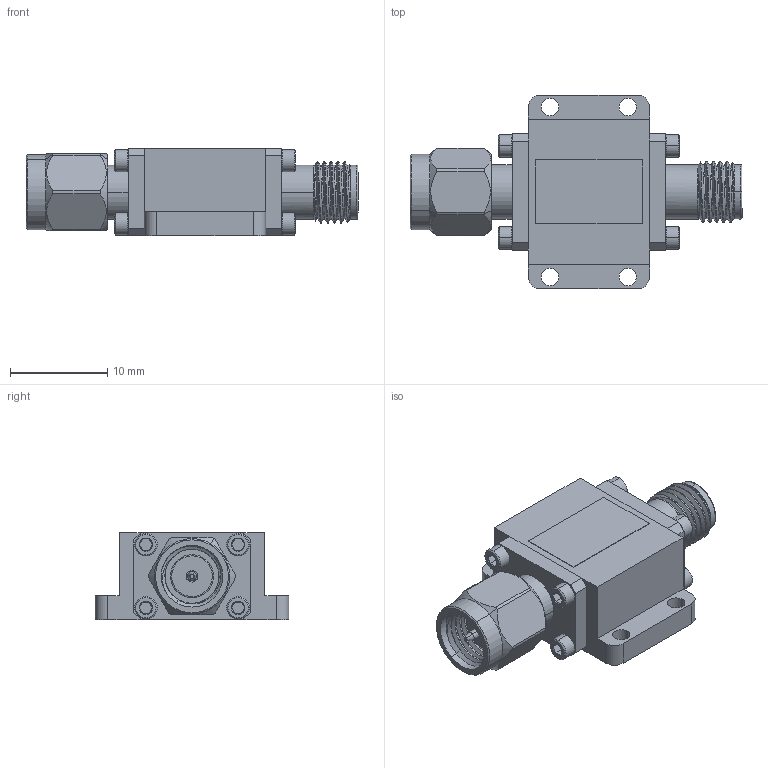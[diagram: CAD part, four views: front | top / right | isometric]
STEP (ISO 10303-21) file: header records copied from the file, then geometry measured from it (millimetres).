
FILE_DESCRIPTION (( 'STEP AP214' ), '1' );
FILE_NAME ('PE83IR1030 ¦ FMIR1030.step', '2020-04-21T15:25:19', ( '' ), ( '' ), 'SwSTEP 2.0', 'SolidWorks 2018', '' );
FILE_SCHEMA (( 'AUTOMOTIVE_DESIGN' ));
Length unit declared in the file: inch
Products named in the file (1): PE83IR1030 ｦ FMIR1030
Bounding box: 34.22 x 19.99 x 9.05 mm (x, y, z)
Volume: 2765.5 mm3; surface area: 2004.7 mm2
Topology: 1 solids, 1 shells, 327 faces, 734 edges, 435 vertices
Faces by surface type: plane 128, cone 110, cylinder 79, bspline 8, torus 2
Entity records: 12247 total; most frequent: CARTESIAN_POINT 5143, ORIENTED_EDGE 1468, DIRECTION 1455, EDGE_CURVE 734, AXIS2_PLACEMENT_3D 550, VERTEX_POINT 435, EDGE_LOOP 361, LINE 355
